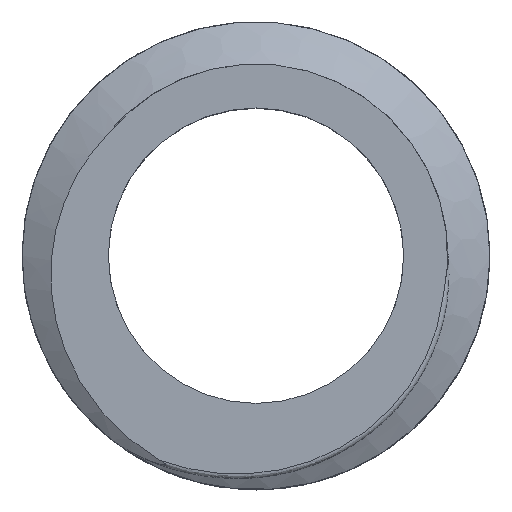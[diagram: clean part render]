
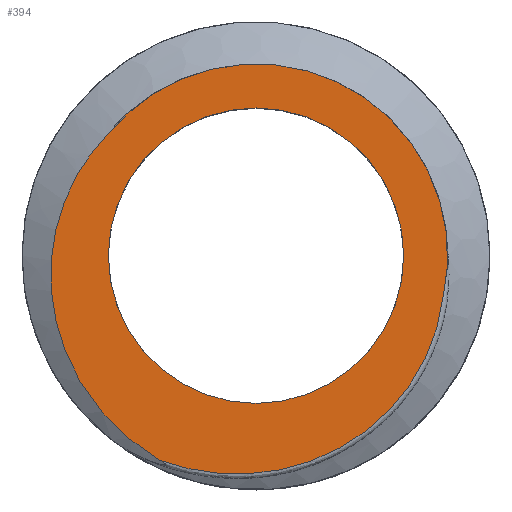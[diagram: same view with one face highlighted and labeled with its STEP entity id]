
A CAD part, top view. The second image highlights one B-rep face of the part: STEP entity #394.
In plain terms, the highlighted planar face has unit normal (0, 0, 1).
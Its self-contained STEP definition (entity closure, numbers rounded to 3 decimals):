
#15=FACE_BOUND('',#84,.T.);
#25=PLANE('',#440);
#36=CIRCLE('',#419,6.393);
#42=CIRCLE('',#437,4.925);
#63=FACE_OUTER_BOUND('',#83,.T.);
#83=EDGE_LOOP('',(#364,#365,#366));
#84=EDGE_LOOP('',(#367));
#101=B_SPLINE_CURVE_WITH_KNOTS('',3,(#1885,#1886,#1887,#1888,#1889,#1890,
#1891),.UNSPECIFIED.,.F.,.F.,(4,1,1,1,4),(-1.485,-1.167,
-0.7,-0.233,-0.23),.UNSPECIFIED.);
#105=B_SPLINE_CURVE_WITH_KNOTS('',3,(#2320,#2321,#2322,#2323,#2324,#2325,
#2326,#2327,#2328,#2329,#2330,#2331,#2332,#2333,#2334,#2335,#2336,#2337,
#2338,#2339,#2340,#2341,#2342,#2343,#2344,#2345,#2346,#2347,#2348,#2349,
#2350,#2351,#2352,#2353,#2354,#2355,#2356,#2357,#2358,#2359,#2360,#2361,
#2362,#2363,#2364,#2365,#2366,#2367,#2368,#2369,#2370,#2371,#2372,#2373,
#2374,#2375,#2376,#2377,#2378,#2379,#2380,#2381,#2382,#2383,#2384,#2385,
#2386,#2387,#2388,#2389,#2390,#2391,#2392,#2393,#2394,#2395,#2396,#2397,
#2398,#2399,#2400,#2401),.UNSPECIFIED.,.F.,.F.,(4,3,3,3,3,3,3,3,3,3,3,3,
3,3,3,3,3,3,3,3,3,3,3,3,3,3,3,4),(0.472,0.533,0.595,
0.598,0.657,0.716,0.774,
0.831,0.858,0.883,0.94,
0.998,1.055,1.111,1.159,1.214,
1.249,1.305,1.361,1.416,1.425,
1.479,1.533,1.587,1.621,1.675,
1.681,1.734),.UNSPECIFIED.);
#172=VERTEX_POINT('',#642);
#173=VERTEX_POINT('',#851);
#179=VERTEX_POINT('',#1884);
#190=VERTEX_POINT('',#2418);
#213=EDGE_CURVE('',#173,#172,#36,.F.);
#225=EDGE_CURVE('',#173,#179,#101,.T.);
#245=EDGE_CURVE('',#172,#179,#105,.F.);
#247=EDGE_CURVE('',#190,#190,#42,.T.);
#364=ORIENTED_EDGE('',*,*,#213,.T.);
#365=ORIENTED_EDGE('',*,*,#245,.T.);
#366=ORIENTED_EDGE('',*,*,#225,.F.);
#367=ORIENTED_EDGE('',*,*,#247,.T.);
#394=ADVANCED_FACE('',(#63,#15),#25,.F.);
#419=AXIS2_PLACEMENT_3D('',#852,#471,#472);
#437=AXIS2_PLACEMENT_3D('',#2419,#520,#521);
#440=AXIS2_PLACEMENT_3D('',#2423,#527,#528);
#471=DIRECTION('center_axis',(0.,0.,-1.));
#472=DIRECTION('ref_axis',(1.,0.,0.));
#520=DIRECTION('center_axis',(0.,0.,-1.));
#521=DIRECTION('ref_axis',(1.,0.,0.));
#527=DIRECTION('center_axis',(0.,0.,-1.));
#528=DIRECTION('ref_axis',(1.,0.,0.));
#642=CARTESIAN_POINT('',(-5.036,3.938,12.5));
#851=CARTESIAN_POINT('',(6.242,-1.373,12.5));
#852=CARTESIAN_POINT('Origin',(0.,0.,12.5));
#1884=CARTESIAN_POINT('',(-3.21,-6.819,12.5));
#1885=CARTESIAN_POINT('Ctrl Pts',(6.24,-1.373,12.5));
#1886=CARTESIAN_POINT('Ctrl Pts',(6.114,-2.424,12.5));
#1887=CARTESIAN_POINT('Ctrl Pts',(5.16,-4.947,12.5));
#1888=CARTESIAN_POINT('Ctrl Pts',(1.552,-7.501,12.5));
#1889=CARTESIAN_POINT('Ctrl Pts',(-1.73,-7.365,12.5));
#1890=CARTESIAN_POINT('Ctrl Pts',(-3.2,-6.823,12.5));
#1891=CARTESIAN_POINT('Ctrl Pts',(-3.21,-6.819,12.5));
#2320=CARTESIAN_POINT('Ctrl Pts',(-3.209,-6.818,12.5));
#2321=CARTESIAN_POINT('Ctrl Pts',(-3.385,-6.716,12.5));
#2322=CARTESIAN_POINT('Ctrl Pts',(-3.557,-6.606,12.5));
#2323=CARTESIAN_POINT('Ctrl Pts',(-3.725,-6.49,12.5));
#2324=CARTESIAN_POINT('Ctrl Pts',(-3.892,-6.374,12.5));
#2325=CARTESIAN_POINT('Ctrl Pts',(-4.055,-6.25,12.5));
#2326=CARTESIAN_POINT('Ctrl Pts',(-4.213,-6.12,12.5));
#2327=CARTESIAN_POINT('Ctrl Pts',(-4.222,-6.113,12.5));
#2328=CARTESIAN_POINT('Ctrl Pts',(-4.231,-6.106,12.5));
#2329=CARTESIAN_POINT('Ctrl Pts',(-4.239,-6.099,12.5));
#2330=CARTESIAN_POINT('Ctrl Pts',(-4.39,-5.973,12.5));
#2331=CARTESIAN_POINT('Ctrl Pts',(-4.536,-5.842,12.5));
#2332=CARTESIAN_POINT('Ctrl Pts',(-4.676,-5.706,12.5));
#2333=CARTESIAN_POINT('Ctrl Pts',(-4.816,-5.57,12.5));
#2334=CARTESIAN_POINT('Ctrl Pts',(-4.95,-5.428,12.5));
#2335=CARTESIAN_POINT('Ctrl Pts',(-5.078,-5.282,12.5));
#2336=CARTESIAN_POINT('Ctrl Pts',(-5.206,-5.137,12.5));
#2337=CARTESIAN_POINT('Ctrl Pts',(-5.327,-4.986,12.5));
#2338=CARTESIAN_POINT('Ctrl Pts',(-5.443,-4.832,12.5));
#2339=CARTESIAN_POINT('Ctrl Pts',(-5.556,-4.68,12.5));
#2340=CARTESIAN_POINT('Ctrl Pts',(-5.663,-4.523,12.5));
#2341=CARTESIAN_POINT('Ctrl Pts',(-5.764,-4.363,12.5));
#2342=CARTESIAN_POINT('Ctrl Pts',(-5.81,-4.289,12.5));
#2343=CARTESIAN_POINT('Ctrl Pts',(-5.856,-4.214,12.5));
#2344=CARTESIAN_POINT('Ctrl Pts',(-5.899,-4.138,12.5));
#2345=CARTESIAN_POINT('Ctrl Pts',(-5.941,-4.065,12.5));
#2346=CARTESIAN_POINT('Ctrl Pts',(-5.982,-3.992,12.5));
#2347=CARTESIAN_POINT('Ctrl Pts',(-6.021,-3.918,12.5));
#2348=CARTESIAN_POINT('Ctrl Pts',(-6.11,-3.75,12.5));
#2349=CARTESIAN_POINT('Ctrl Pts',(-6.192,-3.58,12.5));
#2350=CARTESIAN_POINT('Ctrl Pts',(-6.267,-3.406,12.5));
#2351=CARTESIAN_POINT('Ctrl Pts',(-6.342,-3.231,12.5));
#2352=CARTESIAN_POINT('Ctrl Pts',(-6.411,-3.053,12.5));
#2353=CARTESIAN_POINT('Ctrl Pts',(-6.472,-2.872,12.5));
#2354=CARTESIAN_POINT('Ctrl Pts',(-6.533,-2.693,12.5));
#2355=CARTESIAN_POINT('Ctrl Pts',(-6.587,-2.511,12.5));
#2356=CARTESIAN_POINT('Ctrl Pts',(-6.633,-2.327,12.5));
#2357=CARTESIAN_POINT('Ctrl Pts',(-6.679,-2.146,12.5));
#2358=CARTESIAN_POINT('Ctrl Pts',(-6.717,-1.964,12.5));
#2359=CARTESIAN_POINT('Ctrl Pts',(-6.748,-1.78,12.5));
#2360=CARTESIAN_POINT('Ctrl Pts',(-6.775,-1.625,12.5));
#2361=CARTESIAN_POINT('Ctrl Pts',(-6.796,-1.469,12.5));
#2362=CARTESIAN_POINT('Ctrl Pts',(-6.812,-1.312,12.5));
#2363=CARTESIAN_POINT('Ctrl Pts',(-6.83,-1.127,12.5));
#2364=CARTESIAN_POINT('Ctrl Pts',(-6.841,-0.943,
12.5));
#2365=CARTESIAN_POINT('Ctrl Pts',(-6.845,-0.758,
12.5));
#2366=CARTESIAN_POINT('Ctrl Pts',(-6.847,-0.644,
12.5));
#2367=CARTESIAN_POINT('Ctrl Pts',(-6.846,-0.529,
12.5));
#2368=CARTESIAN_POINT('Ctrl Pts',(-6.843,-0.414,
12.5));
#2369=CARTESIAN_POINT('Ctrl Pts',(-6.837,-0.229,
12.5));
#2370=CARTESIAN_POINT('Ctrl Pts',(-6.823,-0.044,
12.5));
#2371=CARTESIAN_POINT('Ctrl Pts',(-6.802,0.14,12.5));
#2372=CARTESIAN_POINT('Ctrl Pts',(-6.78,0.323,12.5));
#2373=CARTESIAN_POINT('Ctrl Pts',(-6.751,0.506,12.5));
#2374=CARTESIAN_POINT('Ctrl Pts',(-6.715,0.688,12.5));
#2375=CARTESIAN_POINT('Ctrl Pts',(-6.679,0.867,12.5));
#2376=CARTESIAN_POINT('Ctrl Pts',(-6.636,1.045,12.5));
#2377=CARTESIAN_POINT('Ctrl Pts',(-6.585,1.221,12.5));
#2378=CARTESIAN_POINT('Ctrl Pts',(-6.578,1.248,12.5));
#2379=CARTESIAN_POINT('Ctrl Pts',(-6.57,1.274,12.5));
#2380=CARTESIAN_POINT('Ctrl Pts',(-6.562,1.301,12.5));
#2381=CARTESIAN_POINT('Ctrl Pts',(-6.51,1.474,12.5));
#2382=CARTESIAN_POINT('Ctrl Pts',(-6.451,1.645,12.5));
#2383=CARTESIAN_POINT('Ctrl Pts',(-6.386,1.813,12.5));
#2384=CARTESIAN_POINT('Ctrl Pts',(-6.32,1.981,12.5));
#2385=CARTESIAN_POINT('Ctrl Pts',(-6.248,2.145,12.5));
#2386=CARTESIAN_POINT('Ctrl Pts',(-6.17,2.306,12.5));
#2387=CARTESIAN_POINT('Ctrl Pts',(-6.092,2.465,12.5));
#2388=CARTESIAN_POINT('Ctrl Pts',(-6.009,2.621,12.5));
#2389=CARTESIAN_POINT('Ctrl Pts',(-5.919,2.773,12.5));
#2390=CARTESIAN_POINT('Ctrl Pts',(-5.861,2.871,12.5));
#2391=CARTESIAN_POINT('Ctrl Pts',(-5.8,2.968,12.5));
#2392=CARTESIAN_POINT('Ctrl Pts',(-5.737,3.063,12.5));
#2393=CARTESIAN_POINT('Ctrl Pts',(-5.638,3.211,12.5));
#2394=CARTESIAN_POINT('Ctrl Pts',(-5.533,3.356,12.5));
#2395=CARTESIAN_POINT('Ctrl Pts',(-5.421,3.496,12.5));
#2396=CARTESIAN_POINT('Ctrl Pts',(-5.409,3.511,12.5));
#2397=CARTESIAN_POINT('Ctrl Pts',(-5.397,3.526,12.5));
#2398=CARTESIAN_POINT('Ctrl Pts',(-5.385,3.541,12.5));
#2399=CARTESIAN_POINT('Ctrl Pts',(-5.274,3.678,12.5));
#2400=CARTESIAN_POINT('Ctrl Pts',(-5.158,3.811,12.5));
#2401=CARTESIAN_POINT('Ctrl Pts',(-5.036,3.938,12.5));
#2418=CARTESIAN_POINT('',(-4.925,0.,12.5));
#2419=CARTESIAN_POINT('Origin',(0.,0.,12.5));
#2423=CARTESIAN_POINT('Origin',(0.,0.,12.5));
